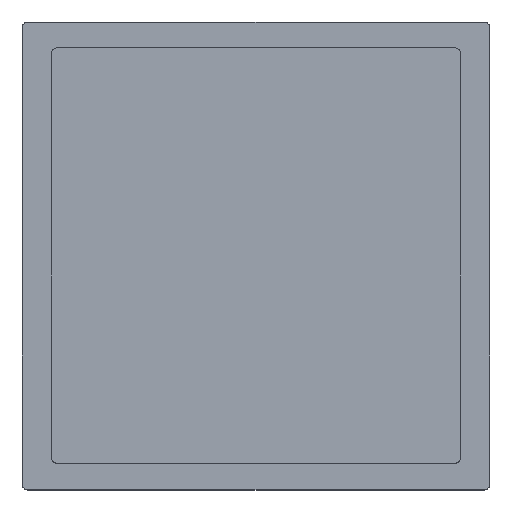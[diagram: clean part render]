
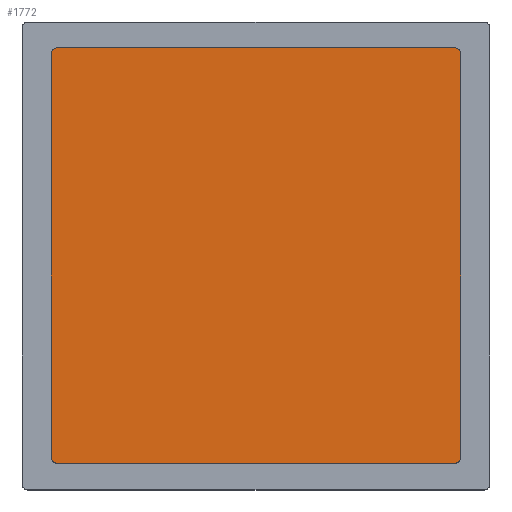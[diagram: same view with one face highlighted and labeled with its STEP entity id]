
A CAD part, top view. The second image highlights one B-rep face of the part: STEP entity #1772.
In plain terms, the highlighted planar face has unit normal (0, 0, 1).
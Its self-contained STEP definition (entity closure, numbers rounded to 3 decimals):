
#120=FACE_OUTER_BOUND('',#232,.T.);
#232=EDGE_LOOP('',(#1205,#1206,#1207,#1208,#1209,#1210,#1211,#1212));
#357=LINE('',#2864,#520);
#358=LINE('',#2868,#521);
#359=LINE('',#2872,#522);
#360=LINE('',#2876,#523);
#520=VECTOR('',#2269,10.);
#521=VECTOR('',#2272,10.);
#522=VECTOR('',#2275,10.);
#523=VECTOR('',#2278,10.);
#683=CIRCLE('',#2042,1.);
#684=CIRCLE('',#2043,1.);
#685=CIRCLE('',#2044,1.);
#686=CIRCLE('',#2045,1.);
#783=VERTEX_POINT('',#2862);
#784=VERTEX_POINT('',#2863);
#785=VERTEX_POINT('',#2865);
#786=VERTEX_POINT('',#2867);
#787=VERTEX_POINT('',#2869);
#788=VERTEX_POINT('',#2871);
#789=VERTEX_POINT('',#2873);
#790=VERTEX_POINT('',#2875);
#946=EDGE_CURVE('',#783,#784,#357,.T.);
#947=EDGE_CURVE('',#785,#783,#683,.T.);
#948=EDGE_CURVE('',#786,#785,#358,.T.);
#949=EDGE_CURVE('',#787,#786,#684,.T.);
#950=EDGE_CURVE('',#788,#787,#359,.T.);
#951=EDGE_CURVE('',#789,#788,#685,.T.);
#952=EDGE_CURVE('',#790,#789,#360,.T.);
#953=EDGE_CURVE('',#784,#790,#686,.T.);
#1205=ORIENTED_EDGE('',*,*,#946,.F.);
#1206=ORIENTED_EDGE('',*,*,#947,.F.);
#1207=ORIENTED_EDGE('',*,*,#948,.F.);
#1208=ORIENTED_EDGE('',*,*,#949,.F.);
#1209=ORIENTED_EDGE('',*,*,#950,.F.);
#1210=ORIENTED_EDGE('',*,*,#951,.F.);
#1211=ORIENTED_EDGE('',*,*,#952,.F.);
#1212=ORIENTED_EDGE('',*,*,#953,.F.);
#1716=PLANE('',#2041);
#1772=ADVANCED_FACE('',(#120),#1716,.T.);
#2041=AXIS2_PLACEMENT_3D('',#2861,#2267,#2268);
#2042=AXIS2_PLACEMENT_3D('',#2866,#2270,#2271);
#2043=AXIS2_PLACEMENT_3D('',#2870,#2273,#2274);
#2044=AXIS2_PLACEMENT_3D('',#2874,#2276,#2277);
#2045=AXIS2_PLACEMENT_3D('',#2877,#2279,#2280);
#2267=DIRECTION('center_axis',(0.,0.,1.));
#2268=DIRECTION('ref_axis',(1.,0.,0.));
#2269=DIRECTION('',(0.,1.,0.));
#2270=DIRECTION('center_axis',(0.,0.,-1.));
#2271=DIRECTION('ref_axis',(1.,0.,0.));
#2272=DIRECTION('',(-1.,0.,0.));
#2273=DIRECTION('center_axis',(0.,0.,-1.));
#2274=DIRECTION('ref_axis',(0.,1.,0.));
#2275=DIRECTION('',(0.,-1.,0.));
#2276=DIRECTION('center_axis',(0.,0.,-1.));
#2277=DIRECTION('ref_axis',(-1.,0.,0.));
#2278=DIRECTION('',(1.,0.,0.));
#2279=DIRECTION('center_axis',(0.,0.,-1.));
#2280=DIRECTION('ref_axis',(0.,-1.,0.));
#2861=CARTESIAN_POINT('Origin',(0.,0.,
46.));
#2862=CARTESIAN_POINT('',(-35.,-34.5,46.));
#2863=CARTESIAN_POINT('',(-35.,34.5,46.));
#2864=CARTESIAN_POINT('',(-35.,-34.5,46.));
#2865=CARTESIAN_POINT('',(-34.,-35.5,46.));
#2866=CARTESIAN_POINT('Origin',(-34.,-34.5,46.));
#2867=CARTESIAN_POINT('',(34.,-35.5,46.));
#2868=CARTESIAN_POINT('',(34.,-35.5,46.));
#2869=CARTESIAN_POINT('',(35.,-34.5,46.));
#2870=CARTESIAN_POINT('Origin',(34.,-34.5,46.));
#2871=CARTESIAN_POINT('',(35.,34.5,46.));
#2872=CARTESIAN_POINT('',(35.,34.5,46.));
#2873=CARTESIAN_POINT('',(34.,35.5,46.));
#2874=CARTESIAN_POINT('Origin',(34.,34.5,46.));
#2875=CARTESIAN_POINT('',(-34.,35.5,46.));
#2876=CARTESIAN_POINT('',(-34.,35.5,46.));
#2877=CARTESIAN_POINT('Origin',(-34.,34.5,46.));
